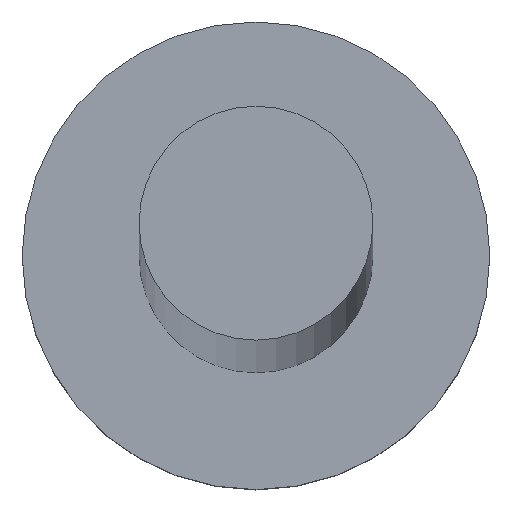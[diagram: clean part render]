
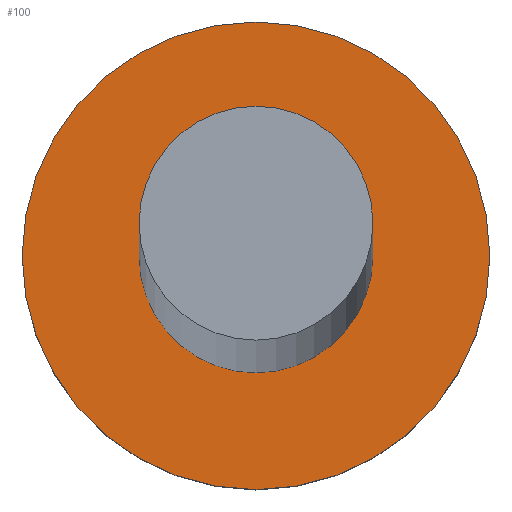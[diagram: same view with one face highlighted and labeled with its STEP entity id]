
A CAD part, top view. The second image highlights one B-rep face of the part: STEP entity #100.
In plain terms, the highlighted planar face has unit normal (0, 0, 1).
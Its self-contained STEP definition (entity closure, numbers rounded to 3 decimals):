
#13 = EDGE_CURVE ( 'NONE', #187, #113, #236, .T. ) ;
#15 = VERTEX_POINT ( 'NONE', #114 ) ;
#19 = DIRECTION ( 'NONE',  ( 0., 0., 1. ) ) ;
#23 = AXIS2_PLACEMENT_3D ( 'NONE', #126, #207, #40 ) ;
#30 = DIRECTION ( 'NONE',  ( 1., 0., 0. ) ) ;
#32 = DIRECTION ( 'NONE',  ( 0., 0., 1. ) ) ;
#36 = FACE_BOUND ( 'NONE', #151, .T. ) ;
#37 = CARTESIAN_POINT ( 'NONE',  ( -1.25, 0., 2. ) ) ;
#40 = DIRECTION ( 'NONE',  ( 1., 0., 0. ) ) ;
#50 = CARTESIAN_POINT ( 'NONE',  ( 1.25, 0., 2. ) ) ;
#58 = EDGE_CURVE ( 'NONE', #113, #187, #93, .T. ) ;
#66 = CARTESIAN_POINT ( 'NONE',  ( 0., 0., 2. ) ) ;
#68 = CARTESIAN_POINT ( 'NONE',  ( 2.5, 0., 2. ) ) ;
#69 = AXIS2_PLACEMENT_3D ( 'NONE', #206, #19, #30 ) ;
#75 = AXIS2_PLACEMENT_3D ( 'NONE', #185, #87, #169 ) ;
#87 = DIRECTION ( 'NONE',  ( 0., 0., 1. ) ) ;
#89 = ORIENTED_EDGE ( 'NONE', *, *, #13, .F. ) ;
#92 = EDGE_CURVE ( 'NONE', #15, #110, #140, .T. ) ;
#93 = CIRCLE ( 'NONE', #105, 1.25 ) ;
#100 = ADVANCED_FACE ( 'NONE', ( #36, #202 ), #107, .T. ) ;
#105 = AXIS2_PLACEMENT_3D ( 'NONE', #200, #32, #106 ) ;
#106 = DIRECTION ( 'NONE',  ( 1., 0., 0. ) ) ;
#107 = PLANE ( 'NONE',  #75 ) ;
#110 = VERTEX_POINT ( 'NONE', #68 ) ;
#113 = VERTEX_POINT ( 'NONE', #50 ) ;
#114 = CARTESIAN_POINT ( 'NONE',  ( -2.5, 0., 2. ) ) ;
#122 = AXIS2_PLACEMENT_3D ( 'NONE', #66, #132, #129 ) ;
#126 = CARTESIAN_POINT ( 'NONE',  ( 0., 0., 2. ) ) ;
#129 = DIRECTION ( 'NONE',  ( 1., 0., 0. ) ) ;
#132 = DIRECTION ( 'NONE',  ( 0., 0., 1. ) ) ;
#140 = CIRCLE ( 'NONE', #122, 2.5 ) ;
#151 = EDGE_LOOP ( 'NONE', ( #89, #230 ) ) ;
#154 = EDGE_LOOP ( 'NONE', ( #189, #225 ) ) ;
#162 = EDGE_CURVE ( 'NONE', #110, #15, #209, .T. ) ;
#169 = DIRECTION ( 'NONE',  ( 1., 0., 0. ) ) ;
#185 = CARTESIAN_POINT ( 'NONE',  ( 0., 0., 2. ) ) ;
#187 = VERTEX_POINT ( 'NONE', #37 ) ;
#189 = ORIENTED_EDGE ( 'NONE', *, *, #92, .T. ) ;
#200 = CARTESIAN_POINT ( 'NONE',  ( 0., 0., 2. ) ) ;
#202 = FACE_OUTER_BOUND ( 'NONE', #154, .T. ) ;
#206 = CARTESIAN_POINT ( 'NONE',  ( 0., 0., 2. ) ) ;
#207 = DIRECTION ( 'NONE',  ( 0., 0., 1. ) ) ;
#209 = CIRCLE ( 'NONE', #69, 2.5 ) ;
#225 = ORIENTED_EDGE ( 'NONE', *, *, #162, .T. ) ;
#230 = ORIENTED_EDGE ( 'NONE', *, *, #58, .F. ) ;
#236 = CIRCLE ( 'NONE', #23, 1.25 ) ;
